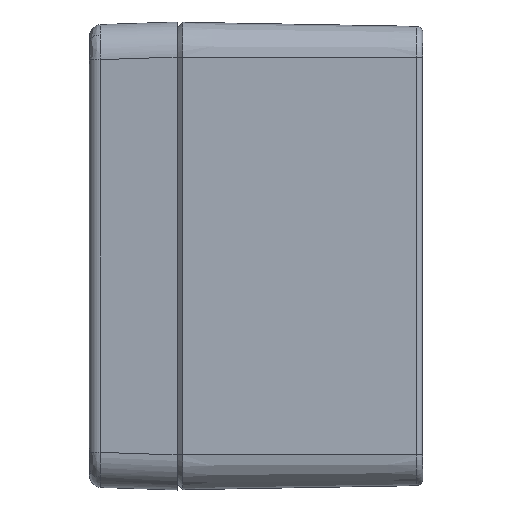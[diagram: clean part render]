
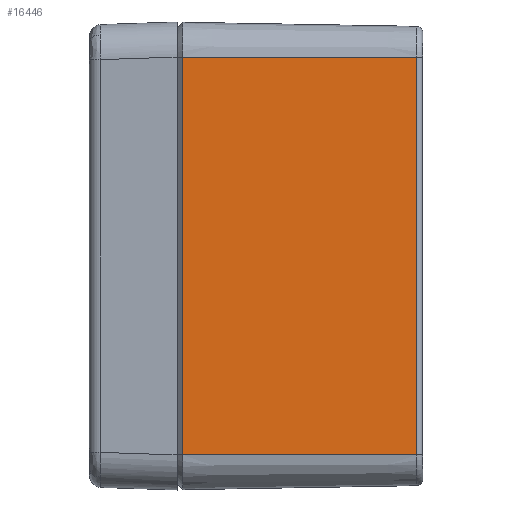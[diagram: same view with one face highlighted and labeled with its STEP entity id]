
A CAD part, left-side view. The second image highlights one B-rep face of the part: STEP entity #16446.
In plain terms, the highlighted planar face has unit normal (-1, -0.018, 0).
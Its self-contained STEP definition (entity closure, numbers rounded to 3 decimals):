
#1144=LINE('',#38502,#2432);
#1145=LINE('',#38508,#2433);
#1146=LINE('',#38509,#2434);
#1147=LINE('',#38510,#2435);
#2432=VECTOR('',#19912,1000.);
#2433=VECTOR('',#19919,1000.);
#2434=VECTOR('',#19920,1000.);
#2435=VECTOR('',#19921,1000.);
#3317=PLANE('',#17709);
#4327=FACE_OUTER_BOUND('',#5500,.T.);
#5500=EDGE_LOOP('',(#13238,#13239,#13240,#13241));
#8126=VERTEX_POINT('',#38500);
#8127=VERTEX_POINT('',#38501);
#8128=VERTEX_POINT('',#38506);
#8129=VERTEX_POINT('',#38507);
#10007=EDGE_CURVE('',#8126,#8127,#1144,.T.);
#10010=EDGE_CURVE('',#8128,#8129,#1145,.T.);
#10011=EDGE_CURVE('',#8128,#8126,#1146,.T.);
#10012=EDGE_CURVE('',#8127,#8129,#1147,.T.);
#13238=ORIENTED_EDGE('',*,*,#10010,.F.);
#13239=ORIENTED_EDGE('',*,*,#10011,.T.);
#13240=ORIENTED_EDGE('',*,*,#10007,.T.);
#13241=ORIENTED_EDGE('',*,*,#10012,.T.);
#16446=ADVANCED_FACE('',(#4327),#3317,.T.);
#17709=AXIS2_PLACEMENT_3D('',#38505,#19917,#19918);
#19912=DIRECTION('',(-0.017,1.,0.));
#19917=DIRECTION('center_axis',(-1.,-0.017,
0.));
#19918=DIRECTION('ref_axis',(0.017,-1.,0.));
#19919=DIRECTION('',(-0.017,1.,0.));
#19920=DIRECTION('',(0.,0.,1.));
#19921=DIRECTION('',(0.,0.,-1.));
#38500=CARTESIAN_POINT('',(-36.758,-42.517,34.));
#38501=CARTESIAN_POINT('',(-37.456,-2.5,34.));
#38502=CARTESIAN_POINT('',(-37.5,0.,34.));
#38505=CARTESIAN_POINT('Origin',(-37.5,0.,-34.));
#38506=CARTESIAN_POINT('',(-36.758,-42.517,-34.));
#38507=CARTESIAN_POINT('',(-37.456,-2.5,-34.));
#38508=CARTESIAN_POINT('',(-37.5,0.,-34.));
#38509=CARTESIAN_POINT('',(-36.758,-42.517,-34.));
#38510=CARTESIAN_POINT('',(-37.456,-2.5,-34.));
